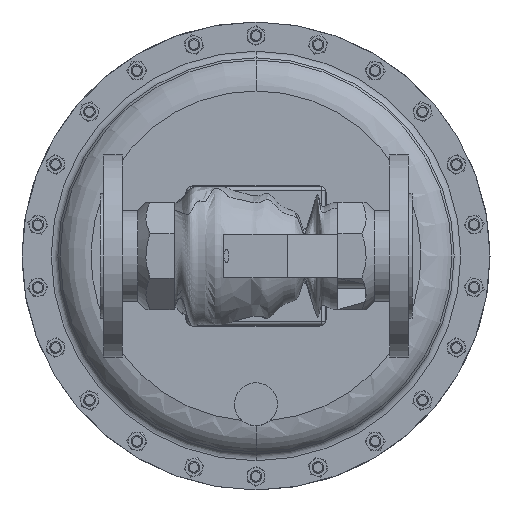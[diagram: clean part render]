
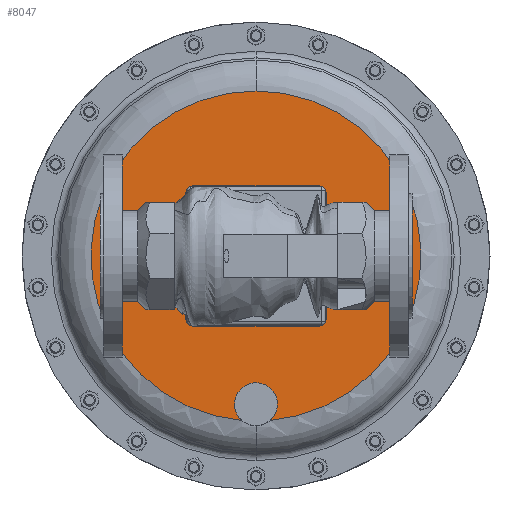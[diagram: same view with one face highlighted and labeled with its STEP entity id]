
A CAD part, front view. The second image highlights one B-rep face of the part: STEP entity #8047.
In plain terms, the highlighted planar face has unit normal (0, -1, 0).
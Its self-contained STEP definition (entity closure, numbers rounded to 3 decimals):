
#247 = CIRCLE ( 'NONE', #49056, 5.289 ) ;
#1478 = AXIS2_PLACEMENT_3D ( 'NONE', #27869, #28110, #28153 ) ;
#1879 = CARTESIAN_POINT ( 'NONE',  ( 2.872, 9.797, 2.178 ) ) ;
#2149 = CARTESIAN_POINT ( 'NONE',  ( 3.321, 9.797, 12.738 ) ) ;
#2888 = EDGE_CURVE ( 'NONE', #21348, #32867, #20600, .T. ) ;
#3818 = ORIENTED_EDGE ( 'NONE', *, *, #2888, .F. ) ;
#5750 = CARTESIAN_POINT ( 'NONE',  ( 3.771, 9.797, 2.178 ) ) ;
#6780 = VERTEX_POINT ( 'NONE', #1879 ) ;
#7415 = AXIS2_PLACEMENT_3D ( 'NONE', #11848, #11997, #12082 ) ;
#8047 = ADVANCED_FACE ( 'NONE', ( #13559, #16982 ), #27180, .T. ) ;
#8622 = EDGE_CURVE ( 'NONE', #51396, #6780, #25285, .T. ) ;
#8737 = CARTESIAN_POINT ( 'NONE',  ( 3.321, 9.797, 8.418 ) ) ;
#8890 = AXIS2_PLACEMENT_3D ( 'NONE', #53153, #21185, #58551 ) ;
#9067 = ORIENTED_EDGE ( 'NONE', *, *, #60259, .F. ) ;
#10045 = CIRCLE ( 'NONE', #53861, 0.687 ) ;
#11827 = AXIS2_PLACEMENT_3D ( 'NONE', #21269, #58637, #26632 ) ;
#11848 = CARTESIAN_POINT ( 'NONE',  ( 3.321, 9.797, 2.698 ) ) ;
#11997 = DIRECTION ( 'NONE',  ( 0., -1., 0. ) ) ;
#12082 = DIRECTION ( 'NONE',  ( -0.999, 0., 0.046 ) ) ;
#13559 = FACE_BOUND ( 'NONE', #14010, .T. ) ;
#13722 = CARTESIAN_POINT ( 'NONE',  ( 3.321, 9.797, 7.448 ) ) ;
#14010 = EDGE_LOOP ( 'NONE', ( #3818, #38711 ) ) ;
#14380 = ORIENTED_EDGE ( 'NONE', *, *, #28203, .F. ) ;
#15490 = CARTESIAN_POINT ( 'NONE',  ( 2.635, 9.797, 2.73 ) ) ;
#15531 = DIRECTION ( 'NONE',  ( 0., -1., 0. ) ) ;
#15828 = ORIENTED_EDGE ( 'NONE', *, *, #8622, .F. ) ;
#15861 = AXIS2_PLACEMENT_3D ( 'NONE', #46203, #46285, #46331 ) ;
#16982 = FACE_OUTER_BOUND ( 'NONE', #26575, .T. ) ;
#17904 = ORIENTED_EDGE ( 'NONE', *, *, #21767, .T. ) ;
#17952 = EDGE_CURVE ( 'NONE', #57733, #28502, #58334, .T. ) ;
#19140 = DIRECTION ( 'NONE',  ( 0., 0., -1. ) ) ;
#19652 = EDGE_CURVE ( 'NONE', #32867, #21348, #61704, .T. ) ;
#20600 = CIRCLE ( 'NONE', #15861, 0.97 ) ;
#20806 = DIRECTION ( 'NONE',  ( 0., -1., 0. ) ) ;
#21185 = DIRECTION ( 'NONE',  ( 0., -1., 0. ) ) ;
#21269 = CARTESIAN_POINT ( 'NONE',  ( 3.321, 9.797, 7.448 ) ) ;
#21348 = VERTEX_POINT ( 'NONE', #48733 ) ;
#21767 = EDGE_CURVE ( 'NONE', #28502, #6780, #247, .T. ) ;
#23268 = CIRCLE ( 'NONE', #8890, 0.687 ) ;
#25285 = CIRCLE ( 'NONE', #7415, 0.687 ) ;
#26575 = EDGE_LOOP ( 'NONE', ( #38376, #17904, #15828, #9067, #14380 ) ) ;
#26632 = DIRECTION ( 'NONE',  ( 0., 0., -1. ) ) ;
#27180 = PLANE ( 'NONE',  #1478 ) ;
#27869 = CARTESIAN_POINT ( 'NONE',  ( 3.321, 9.797, 7.448 ) ) ;
#28110 = DIRECTION ( 'NONE',  ( 0., -1., 0. ) ) ;
#28153 = DIRECTION ( 'NONE',  ( 0., 0., -1. ) ) ;
#28203 = EDGE_CURVE ( 'NONE', #57733, #51679, #23268, .T. ) ;
#28502 = VERTEX_POINT ( 'NONE', #2149 ) ;
#32867 = VERTEX_POINT ( 'NONE', #8737 ) ;
#38376 = ORIENTED_EDGE ( 'NONE', *, *, #17952, .T. ) ;
#38533 = CARTESIAN_POINT ( 'NONE',  ( 4.008, 9.797, 2.666 ) ) ;
#38711 = ORIENTED_EDGE ( 'NONE', *, *, #19652, .F. ) ;
#43608 = AXIS2_PLACEMENT_3D ( 'NONE', #13722, #51067, #19140 ) ;
#46203 = CARTESIAN_POINT ( 'NONE',  ( 3.321, 9.797, 7.448 ) ) ;
#46285 = DIRECTION ( 'NONE',  ( 0., -1., 0. ) ) ;
#46331 = DIRECTION ( 'NONE',  ( 0., 0., -1. ) ) ;
#47432 = CARTESIAN_POINT ( 'NONE',  ( 3.321, 9.797, 2.698 ) ) ;
#48733 = CARTESIAN_POINT ( 'NONE',  ( 3.321, 9.797, 6.478 ) ) ;
#49056 = AXIS2_PLACEMENT_3D ( 'NONE', #52759, #20806, #58164 ) ;
#51067 = DIRECTION ( 'NONE',  ( 0., -1., 0. ) ) ;
#51396 = VERTEX_POINT ( 'NONE', #15490 ) ;
#51679 = VERTEX_POINT ( 'NONE', #38533 ) ;
#52759 = CARTESIAN_POINT ( 'NONE',  ( 3.321, 9.797, 7.448 ) ) ;
#52887 = DIRECTION ( 'NONE',  ( -0.999, 0., 0.046 ) ) ;
#53153 = CARTESIAN_POINT ( 'NONE',  ( 3.321, 9.797, 2.698 ) ) ;
#53861 = AXIS2_PLACEMENT_3D ( 'NONE', #47432, #15531, #52887 ) ;
#57733 = VERTEX_POINT ( 'NONE', #5750 ) ;
#58164 = DIRECTION ( 'NONE',  ( 0., 0., -1. ) ) ;
#58334 = CIRCLE ( 'NONE', #11827, 5.289 ) ;
#58551 = DIRECTION ( 'NONE',  ( -0.999, 0., 0.046 ) ) ;
#58637 = DIRECTION ( 'NONE',  ( 0., -1., 0. ) ) ;
#60259 = EDGE_CURVE ( 'NONE', #51679, #51396, #10045, .T. ) ;
#61704 = CIRCLE ( 'NONE', #43608, 0.97 ) ;
